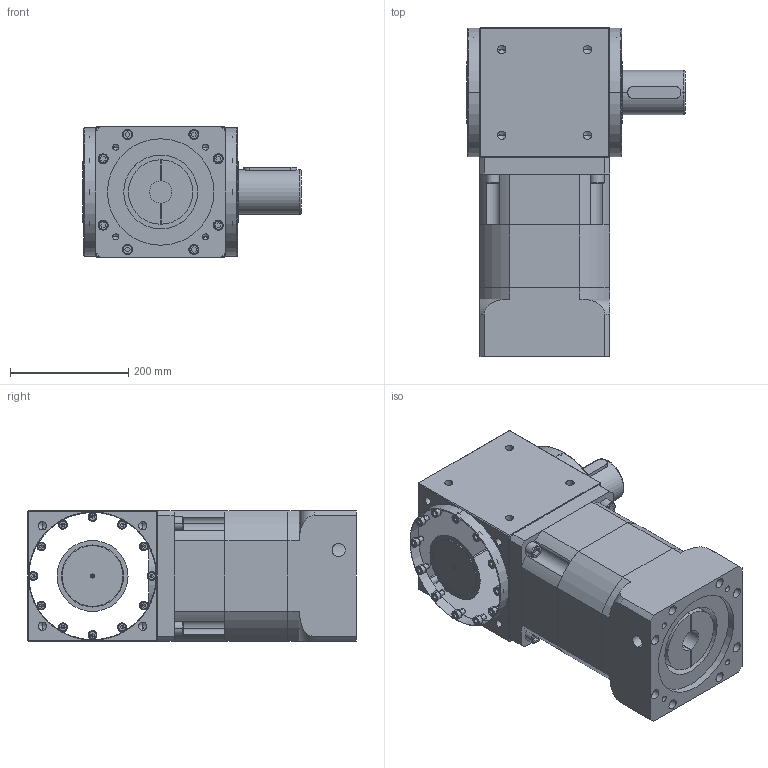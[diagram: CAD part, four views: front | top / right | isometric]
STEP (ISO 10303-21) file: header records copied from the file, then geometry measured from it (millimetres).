
FILE_DESCRIPTION (( 'STEP AP214' ), '1' );
FILE_NAME ('RAM220-L2-XX-S-38-180-215-M12_2019.STEP', '2019-04-10T10:16:48', ( 'Y' ), ( 'NCU' ), 'SwSTEP 2.0', 'SolidWorks 2016', '' );
FILE_SCHEMA (( 'AUTOMOTIVE_DESIGN' ));
Length unit declared in the file: millimetre
Products named in the file (1): RAM220-L2-XX-S-38-180-215-M12_2019
Bounding box: 369 x 556.5 x 220 mm (x, y, z)
Volume: 27328019.4 mm3; surface area: 1191718.2 mm2
Topology: 5 solids, 30 shells, 975 faces, 2261 edges, 1390 vertices
Faces by surface type: plane 448, cylinder 325, cone 140, torus 62
Entity records: 29310 total; most frequent: CARTESIAN_POINT 5289, DIRECTION 4972, ORIENTED_EDGE 4302, EDGE_CURVE 2151, AXIS2_PLACEMENT_3D 1865, VERTEX_POINT 1390, LINE 1242, VECTOR 1242
